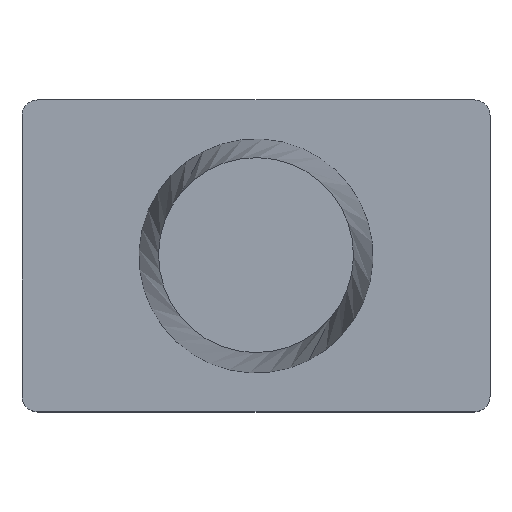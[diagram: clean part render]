
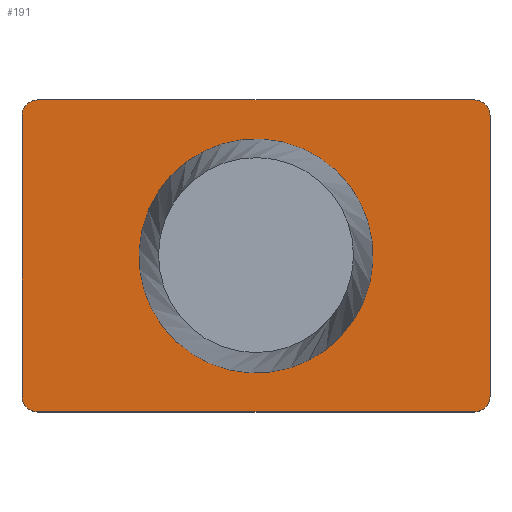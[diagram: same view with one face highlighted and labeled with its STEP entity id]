
A CAD part, top view. The second image highlights one B-rep face of the part: STEP entity #191.
In plain terms, the highlighted planar face has unit normal (0, 0, 1).
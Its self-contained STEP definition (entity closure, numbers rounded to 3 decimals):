
#8 = DIRECTION ( 'NONE',  ( 0., -1., 0. ) ) ;
#15 = CARTESIAN_POINT ( 'NONE',  ( 67.762, -133.822, 100. ) ) ;
#19 = EDGE_CURVE ( 'NONE', #219, #459, #379, .T. ) ;
#23 = AXIS2_PLACEMENT_3D ( 'NONE', #61, #314, #137 ) ;
#25 = CARTESIAN_POINT ( 'NONE',  ( -280., 200., 100. ) ) ;
#26 = EDGE_CURVE ( 'NONE', #386, #427, #221, .T. ) ;
#33 = DIRECTION ( 'NONE',  ( 0., 1., 0. ) ) ;
#36 = DIRECTION ( 'NONE',  ( 0., 0., 1. ) ) ;
#48 = EDGE_CURVE ( 'NONE', #231, #306, #284, .T. ) ;
#53 = CARTESIAN_POINT ( 'NONE',  ( -300., 180., 100. ) ) ;
#61 = CARTESIAN_POINT ( 'NONE',  ( 0., 0., 100. ) ) ;
#78 = CIRCLE ( 'NONE', #182, 20. ) ;
#84 = CARTESIAN_POINT ( 'NONE',  ( -67.762, 133.822, 100. ) ) ;
#87 = CARTESIAN_POINT ( 'NONE',  ( 280., -200., 100. ) ) ;
#106 = DIRECTION ( 'NONE',  ( 0., 0., 1. ) ) ;
#110 = CARTESIAN_POINT ( 'NONE',  ( -300., 180., 100. ) ) ;
#116 = VECTOR ( 'NONE', #33, 1000. ) ;
#120 = ORIENTED_EDGE ( 'NONE', *, *, #353, .T. ) ;
#124 = ORIENTED_EDGE ( 'NONE', *, *, #252, .T. ) ;
#125 = DIRECTION ( 'NONE',  ( -1., 0., 0. ) ) ;
#129 = ORIENTED_EDGE ( 'NONE', *, *, #48, .T. ) ;
#132 = DIRECTION ( 'NONE',  ( 0., -1., 0. ) ) ;
#134 = DIRECTION ( 'NONE',  ( 0., 0., 1. ) ) ;
#135 = CIRCLE ( 'NONE', #173, 20. ) ;
#136 = DIRECTION ( 'NONE',  ( 0., -1., 0. ) ) ;
#137 = DIRECTION ( 'NONE',  ( 0., -1., 0. ) ) ;
#138 = CARTESIAN_POINT ( 'NONE',  ( 0., 0., 100. ) ) ;
#139 = EDGE_CURVE ( 'NONE', #451, #231, #135, .T. ) ;
#142 = DIRECTION ( 'NONE',  ( 0., 0., 1. ) ) ;
#152 = FACE_OUTER_BOUND ( 'NONE', #396, .T. ) ;
#153 = ORIENTED_EDGE ( 'NONE', *, *, #26, .F. ) ;
#156 = VERTEX_POINT ( 'NONE', #25 ) ;
#159 = EDGE_CURVE ( 'NONE', #306, #397, #335, .T. ) ;
#164 = EDGE_LOOP ( 'NONE', ( #275, #153 ) ) ;
#166 = VERTEX_POINT ( 'NONE', #110 ) ;
#173 = AXIS2_PLACEMENT_3D ( 'NONE', #286, #317, #132 ) ;
#176 = AXIS2_PLACEMENT_3D ( 'NONE', #138, #134, #136 ) ;
#180 = CARTESIAN_POINT ( 'NONE',  ( -280., -200., 100. ) ) ;
#182 = AXIS2_PLACEMENT_3D ( 'NONE', #336, #404, #225 ) ;
#185 = VECTOR ( 'NONE', #125, 1000. ) ;
#190 = LINE ( 'NONE', #361, #116 ) ;
#191 = ADVANCED_FACE ( 'NONE', ( #152, #256 ), #217, .T. ) ;
#213 = CARTESIAN_POINT ( 'NONE',  ( 280., 180., 100. ) ) ;
#217 = PLANE ( 'NONE',  #370 ) ;
#219 = VERTEX_POINT ( 'NONE', #329 ) ;
#221 = CIRCLE ( 'NONE', #176, 150. ) ;
#222 = CARTESIAN_POINT ( 'NONE',  ( 280., -180., 100. ) ) ;
#225 = DIRECTION ( 'NONE',  ( 0., -1., 0. ) ) ;
#231 = VERTEX_POINT ( 'NONE', #402 ) ;
#245 = CARTESIAN_POINT ( 'NONE',  ( -300., -180., 100. ) ) ;
#252 = EDGE_CURVE ( 'NONE', #156, #166, #78, .T. ) ;
#256 = FACE_BOUND ( 'NONE', #164, .T. ) ;
#263 = EDGE_CURVE ( 'NONE', #397, #219, #190, .T. ) ;
#267 = LINE ( 'NONE', #339, #185 ) ;
#270 = LINE ( 'NONE', #53, #412 ) ;
#275 = ORIENTED_EDGE ( 'NONE', *, *, #474, .F. ) ;
#281 = EDGE_CURVE ( 'NONE', #459, #156, #267, .T. ) ;
#284 = LINE ( 'NONE', #180, #403 ) ;
#286 = CARTESIAN_POINT ( 'NONE',  ( -280., -180., 100. ) ) ;
#295 = ORIENTED_EDGE ( 'NONE', *, *, #281, .T. ) ;
#296 = DIRECTION ( 'NONE',  ( 0., -1., 0. ) ) ;
#306 = VERTEX_POINT ( 'NONE', #87 ) ;
#311 = AXIS2_PLACEMENT_3D ( 'NONE', #222, #106, #407 ) ;
#314 = DIRECTION ( 'NONE',  ( 0., 0., 1. ) ) ;
#317 = DIRECTION ( 'NONE',  ( 0., 0., 1. ) ) ;
#329 = CARTESIAN_POINT ( 'NONE',  ( 300., 180., 100. ) ) ;
#335 = CIRCLE ( 'NONE', #311, 20. ) ;
#336 = CARTESIAN_POINT ( 'NONE',  ( -280., 180., 100. ) ) ;
#339 = CARTESIAN_POINT ( 'NONE',  ( -280., 200., 100. ) ) ;
#340 = ORIENTED_EDGE ( 'NONE', *, *, #139, .T. ) ;
#353 = EDGE_CURVE ( 'NONE', #166, #451, #270, .T. ) ;
#359 = DIRECTION ( 'NONE',  ( 0., 1., 0. ) ) ;
#361 = CARTESIAN_POINT ( 'NONE',  ( 300., 180., 100. ) ) ;
#364 = CARTESIAN_POINT ( 'NONE',  ( -280., -180., 100. ) ) ;
#370 = AXIS2_PLACEMENT_3D ( 'NONE', #364, #36, #296 ) ;
#371 = CARTESIAN_POINT ( 'NONE',  ( 300., -180., 100. ) ) ;
#379 = CIRCLE ( 'NONE', #431, 20. ) ;
#383 = ORIENTED_EDGE ( 'NONE', *, *, #263, .T. ) ;
#386 = VERTEX_POINT ( 'NONE', #84 ) ;
#391 = CARTESIAN_POINT ( 'NONE',  ( 280., 200., 100. ) ) ;
#393 = ORIENTED_EDGE ( 'NONE', *, *, #159, .T. ) ;
#396 = EDGE_LOOP ( 'NONE', ( #340, #129, #393, #383, #461, #295, #124, #120 ) ) ;
#397 = VERTEX_POINT ( 'NONE', #371 ) ;
#402 = CARTESIAN_POINT ( 'NONE',  ( -280., -200., 100. ) ) ;
#403 = VECTOR ( 'NONE', #437, 1000. ) ;
#404 = DIRECTION ( 'NONE',  ( 0., 0., 1. ) ) ;
#407 = DIRECTION ( 'NONE',  ( 0., -1., 0. ) ) ;
#412 = VECTOR ( 'NONE', #8, 1000. ) ;
#427 = VERTEX_POINT ( 'NONE', #15 ) ;
#431 = AXIS2_PLACEMENT_3D ( 'NONE', #213, #142, #359 ) ;
#435 = CIRCLE ( 'NONE', #23, 150. ) ;
#437 = DIRECTION ( 'NONE',  ( 1., 0., 0. ) ) ;
#451 = VERTEX_POINT ( 'NONE', #245 ) ;
#459 = VERTEX_POINT ( 'NONE', #391 ) ;
#461 = ORIENTED_EDGE ( 'NONE', *, *, #19, .T. ) ;
#474 = EDGE_CURVE ( 'NONE', #427, #386, #435, .T. ) ;
